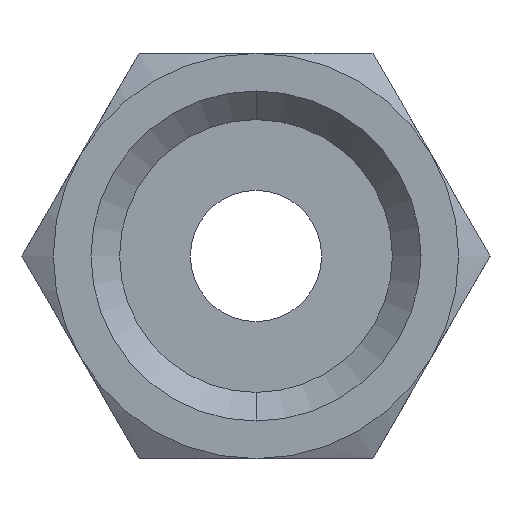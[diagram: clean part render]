
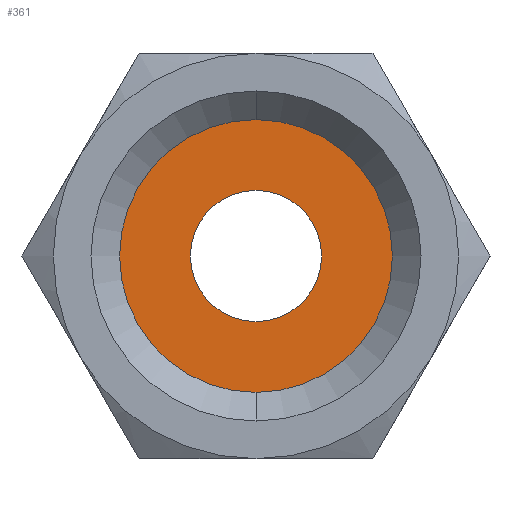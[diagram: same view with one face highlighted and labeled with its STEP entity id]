
A CAD part, front view. The second image highlights one B-rep face of the part: STEP entity #361.
In plain terms, the highlighted planar face has unit normal (0, -1, 0).
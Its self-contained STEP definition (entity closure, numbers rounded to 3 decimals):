
#10 = EDGE_CURVE ( 'NONE', #724, #611, #895, .T. ) ;
#24 = CARTESIAN_POINT ( 'NONE',  ( 0., 11., -2.75 ) ) ;
#56 = CARTESIAN_POINT ( 'NONE',  ( 0., 11., 2.75 ) ) ;
#63 = CARTESIAN_POINT ( 'NONE',  ( 0., 11., 0. ) ) ;
#168 = VERTEX_POINT ( 'NONE', #391 ) ;
#207 = CIRCLE ( 'NONE', #585, 5.722 ) ;
#243 = FACE_BOUND ( 'NONE', #1272, .T. ) ;
#261 = AXIS2_PLACEMENT_3D ( 'NONE', #768, #272, #1132 ) ;
#272 = DIRECTION ( 'NONE',  ( 0., 1., 0. ) ) ;
#334 = AXIS2_PLACEMENT_3D ( 'NONE', #554, #1176, #683 ) ;
#361 = ADVANCED_FACE ( 'NONE', ( #243, #1270 ), #1046, .F. ) ;
#378 = CARTESIAN_POINT ( 'NONE',  ( 0., 11., 5.722 ) ) ;
#391 = CARTESIAN_POINT ( 'NONE',  ( 0., 11., -5.722 ) ) ;
#444 = EDGE_CURVE ( 'NONE', #168, #1385, #207, .T. ) ;
#554 = CARTESIAN_POINT ( 'NONE',  ( -5.791, 11., -5.791 ) ) ;
#576 = DIRECTION ( 'NONE',  ( 0., -1., 0. ) ) ;
#585 = AXIS2_PLACEMENT_3D ( 'NONE', #63, #968, #1437 ) ;
#607 = CARTESIAN_POINT ( 'NONE',  ( 0., 11., 0. ) ) ;
#611 = VERTEX_POINT ( 'NONE', #24 ) ;
#671 = ORIENTED_EDGE ( 'NONE', *, *, #1174, .F. ) ;
#683 = DIRECTION ( 'NONE',  ( 0., 0., 1. ) ) ;
#700 = DIRECTION ( 'NONE',  ( 0., 0., 1. ) ) ;
#724 = VERTEX_POINT ( 'NONE', #56 ) ;
#768 = CARTESIAN_POINT ( 'NONE',  ( 0., 11., 0. ) ) ;
#864 = ORIENTED_EDGE ( 'NONE', *, *, #1452, .F. ) ;
#895 = CIRCLE ( 'NONE', #1209, 2.75 ) ;
#968 = DIRECTION ( 'NONE',  ( 0., 1., 0. ) ) ;
#1046 = PLANE ( 'NONE',  #334 ) ;
#1132 = DIRECTION ( 'NONE',  ( 0., 0., -1. ) ) ;
#1140 = CIRCLE ( 'NONE', #1567, 2.75 ) ;
#1156 = ORIENTED_EDGE ( 'NONE', *, *, #444, .F. ) ;
#1164 = EDGE_LOOP ( 'NONE', ( #1156, #864 ) ) ;
#1174 = EDGE_CURVE ( 'NONE', #611, #724, #1140, .T. ) ;
#1176 = DIRECTION ( 'NONE',  ( 0., 1., 0. ) ) ;
#1204 = DIRECTION ( 'NONE',  ( 0., -1., 0. ) ) ;
#1209 = AXIS2_PLACEMENT_3D ( 'NONE', #607, #1204, #1569 ) ;
#1270 = FACE_OUTER_BOUND ( 'NONE', #1164, .T. ) ;
#1272 = EDGE_LOOP ( 'NONE', ( #1561, #671 ) ) ;
#1286 = CARTESIAN_POINT ( 'NONE',  ( 0., 11., 0. ) ) ;
#1310 = CIRCLE ( 'NONE', #261, 5.722 ) ;
#1385 = VERTEX_POINT ( 'NONE', #378 ) ;
#1437 = DIRECTION ( 'NONE',  ( 0., 0., -1. ) ) ;
#1452 = EDGE_CURVE ( 'NONE', #1385, #168, #1310, .T. ) ;
#1561 = ORIENTED_EDGE ( 'NONE', *, *, #10, .F. ) ;
#1567 = AXIS2_PLACEMENT_3D ( 'NONE', #1286, #576, #700 ) ;
#1569 = DIRECTION ( 'NONE',  ( 0., 0., 1. ) ) ;
